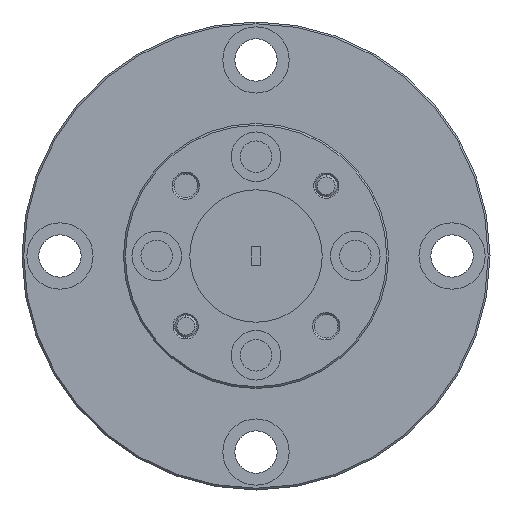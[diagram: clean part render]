
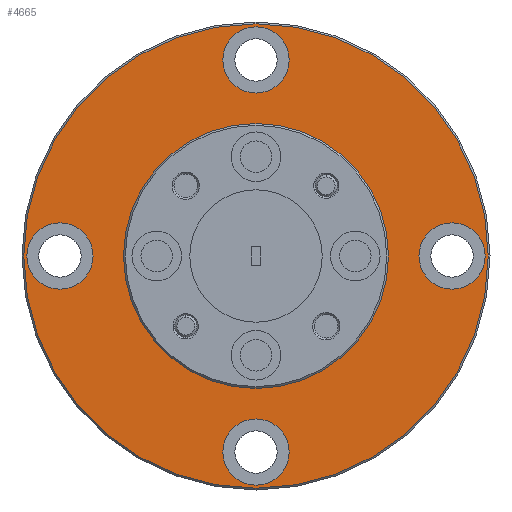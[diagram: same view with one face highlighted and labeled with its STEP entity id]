
A CAD part, left-side view. The second image highlights one B-rep face of the part: STEP entity #4665.
In plain terms, the highlighted planar face has unit normal (-1, 0, 0).
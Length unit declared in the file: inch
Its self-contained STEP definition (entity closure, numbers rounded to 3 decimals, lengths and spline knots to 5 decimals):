
#13 = CARTESIAN_POINT ( 'NONE',  ( -1.94275, -0.09913, 0.61519 ) ) ;
#23 = EDGE_LOOP ( 'NONE', ( #3708, #1048 ) ) ;
#73 = ORIENTED_EDGE ( 'NONE', *, *, #1249, .T. ) ;
#95 = EDGE_LOOP ( 'NONE', ( #4602, #3998 ) ) ;
#100 = EDGE_CURVE ( 'NONE', #4176, #3090, #1212, .T. ) ;
#211 = DIRECTION ( 'NONE',  ( 0., 0., 1. ) ) ;
#226 = AXIS2_PLACEMENT_3D ( 'NONE', #1866, #1511, #4444 ) ;
#347 = CARTESIAN_POINT ( 'NONE',  ( -1.94275, 0.45587, 0.61519 ) ) ;
#350 = DIRECTION ( 'NONE',  ( 0., 0., 1. ) ) ;
#373 = CARTESIAN_POINT ( 'NONE',  ( -1.94275, 0.45587, 0.61519 ) ) ;
#397 = AXIS2_PLACEMENT_3D ( 'NONE', #347, #2908, #3288 ) ;
#546 = VERTEX_POINT ( 'NONE', #2721 ) ;
#624 = CARTESIAN_POINT ( 'NONE',  ( -1.94275, 0.45587, 0.99019 ) ) ;
#680 = CARTESIAN_POINT ( 'NONE',  ( -1.94275, 0.45587, 0.61519 ) ) ;
#715 = VERTEX_POINT ( 'NONE', #624 ) ;
#730 = VERTEX_POINT ( 'NONE', #987 ) ;
#770 = CARTESIAN_POINT ( 'NONE',  ( -1.94275, 0.45587, -0.04231 ) ) ;
#781 = AXIS2_PLACEMENT_3D ( 'NONE', #4398, #1081, #350 ) ;
#784 = FACE_BOUND ( 'NONE', #2135, .T. ) ;
#905 = FACE_BOUND ( 'NONE', #23, .T. ) ;
#917 = EDGE_CURVE ( 'NONE', #2580, #546, #4750, .T. ) ;
#977 = CARTESIAN_POINT ( 'NONE',  ( -1.94275, 0.45587, 0.06019 ) ) ;
#987 = CARTESIAN_POINT ( 'NONE',  ( -1.94275, 0.45587, 1.26394 ) ) ;
#1048 = ORIENTED_EDGE ( 'NONE', *, *, #1797, .F. ) ;
#1081 = DIRECTION ( 'NONE',  ( -1., 0., 0. ) ) ;
#1103 = DIRECTION ( 'NONE',  ( -1., 0., 0. ) ) ;
#1114 = DIRECTION ( 'NONE',  ( 1., 0., 0. ) ) ;
#1135 = PLANE ( 'NONE',  #226 ) ;
#1201 = CARTESIAN_POINT ( 'NONE',  ( -1.94275, 0.45587, 1.27269 ) ) ;
#1212 = CIRCLE ( 'NONE', #3294, 0.09375 ) ;
#1249 = EDGE_CURVE ( 'NONE', #715, #4554, #3841, .T. ) ;
#1333 = DIRECTION ( 'NONE',  ( -1., 0., 0. ) ) ;
#1423 = CARTESIAN_POINT ( 'NONE',  ( -1.94275, 1.01087, 0.52144 ) ) ;
#1446 = CARTESIAN_POINT ( 'NONE',  ( -1.94275, 0.45587, -0.03356 ) ) ;
#1460 = DIRECTION ( 'NONE',  ( -1., 0., 0. ) ) ;
#1481 = DIRECTION ( 'NONE',  ( 0., 0., -1. ) ) ;
#1511 = DIRECTION ( 'NONE',  ( -1., 0., 0. ) ) ;
#1636 = CIRCLE ( 'NONE', #3795, 0.09375 ) ;
#1777 = AXIS2_PLACEMENT_3D ( 'NONE', #680, #2481, #3214 ) ;
#1780 = AXIS2_PLACEMENT_3D ( 'NONE', #13, #1103, #2575 ) ;
#1797 = EDGE_CURVE ( 'NONE', #3763, #730, #1889, .T. ) ;
#1811 = AXIS2_PLACEMENT_3D ( 'NONE', #3513, #2393, #4225 ) ;
#1820 = DIRECTION ( 'NONE',  ( -1., 0., 0. ) ) ;
#1866 = CARTESIAN_POINT ( 'NONE',  ( -1.94275, 1.11837, 0.61519 ) ) ;
#1876 = CARTESIAN_POINT ( 'NONE',  ( -1.94275, -0.09913, 0.61519 ) ) ;
#1889 = CIRCLE ( 'NONE', #1891, 0.09375 ) ;
#1891 = AXIS2_PLACEMENT_3D ( 'NONE', #3938, #1333, #4598 ) ;
#1905 = DIRECTION ( 'NONE',  ( -1., 0., 0. ) ) ;
#1941 = ORIENTED_EDGE ( 'NONE', *, *, #100, .F. ) ;
#2120 = AXIS2_PLACEMENT_3D ( 'NONE', #373, #1114, #1481 ) ;
#2135 = EDGE_LOOP ( 'NONE', ( #4204, #73 ) ) ;
#2147 = CIRCLE ( 'NONE', #2716, 0.09375 ) ;
#2248 = EDGE_CURVE ( 'NONE', #2649, #4673, #3780, .T. ) ;
#2284 = AXIS2_PLACEMENT_3D ( 'NONE', #2568, #1460, #2605 ) ;
#2379 = DIRECTION ( 'NONE',  ( -1., 0., 0. ) ) ;
#2393 = DIRECTION ( 'NONE',  ( -1., 0., 0. ) ) ;
#2394 = FACE_OUTER_BOUND ( 'NONE', #4508, .T. ) ;
#2466 = EDGE_CURVE ( 'NONE', #3756, #3865, #3236, .T. ) ;
#2481 = DIRECTION ( 'NONE',  ( 1., 0., 0. ) ) ;
#2568 = CARTESIAN_POINT ( 'NONE',  ( -1.94275, 0.45587, 0.06019 ) ) ;
#2575 = DIRECTION ( 'NONE',  ( 0., 0., 1. ) ) ;
#2580 = VERTEX_POINT ( 'NONE', #3917 ) ;
#2605 = DIRECTION ( 'NONE',  ( 0., 0., 1. ) ) ;
#2647 = ORIENTED_EDGE ( 'NONE', *, *, #2466, .T. ) ;
#2649 = VERTEX_POINT ( 'NONE', #1423 ) ;
#2651 = EDGE_CURVE ( 'NONE', #3865, #3756, #4519, .T. ) ;
#2716 = AXIS2_PLACEMENT_3D ( 'NONE', #4318, #1820, #4380 ) ;
#2721 = CARTESIAN_POINT ( 'NONE',  ( -1.94275, -0.09913, 0.52144 ) ) ;
#2746 = ORIENTED_EDGE ( 'NONE', *, *, #3637, .F. ) ;
#2754 = EDGE_LOOP ( 'NONE', ( #2819, #1941 ) ) ;
#2819 = ORIENTED_EDGE ( 'NONE', *, *, #4623, .F. ) ;
#2908 = DIRECTION ( 'NONE',  ( -1., 0., 0. ) ) ;
#2933 = FACE_BOUND ( 'NONE', #95, .T. ) ;
#3048 = CARTESIAN_POINT ( 'NONE',  ( -1.94275, 1.01087, 0.70894 ) ) ;
#3090 = VERTEX_POINT ( 'NONE', #4672 ) ;
#3127 = CARTESIAN_POINT ( 'NONE',  ( -1.94275, 0.45587, 1.17019 ) ) ;
#3138 = EDGE_CURVE ( 'NONE', #546, #2580, #4002, .T. ) ;
#3145 = DIRECTION ( 'NONE',  ( -1., 0., 0. ) ) ;
#3214 = DIRECTION ( 'NONE',  ( 0., 0., -1. ) ) ;
#3236 = CIRCLE ( 'NONE', #1811, 0.6575 ) ;
#3288 = DIRECTION ( 'NONE',  ( 0., 0., 1. ) ) ;
#3294 = AXIS2_PLACEMENT_3D ( 'NONE', #977, #3145, #3549 ) ;
#3513 = CARTESIAN_POINT ( 'NONE',  ( -1.94275, 0.45587, 0.61519 ) ) ;
#3549 = DIRECTION ( 'NONE',  ( 0., 0., 1. ) ) ;
#3587 = CIRCLE ( 'NONE', #2284, 0.09375 ) ;
#3637 = EDGE_CURVE ( 'NONE', #4673, #2649, #2147, .T. ) ;
#3697 = CARTESIAN_POINT ( 'NONE',  ( -1.94275, 0.45587, 1.07644 ) ) ;
#3708 = ORIENTED_EDGE ( 'NONE', *, *, #3886, .F. ) ;
#3731 = EDGE_CURVE ( 'NONE', #4554, #715, #4050, .T. ) ;
#3754 = FACE_BOUND ( 'NONE', #4370, .T. ) ;
#3756 = VERTEX_POINT ( 'NONE', #770 ) ;
#3763 = VERTEX_POINT ( 'NONE', #3697 ) ;
#3780 = CIRCLE ( 'NONE', #781, 0.09375 ) ;
#3795 = AXIS2_PLACEMENT_3D ( 'NONE', #3127, #2379, #211 ) ;
#3841 = CIRCLE ( 'NONE', #1777, 0.375 ) ;
#3865 = VERTEX_POINT ( 'NONE', #1201 ) ;
#3886 = EDGE_CURVE ( 'NONE', #730, #3763, #1636, .T. ) ;
#3917 = CARTESIAN_POINT ( 'NONE',  ( -1.94275, -0.09913, 0.70894 ) ) ;
#3938 = CARTESIAN_POINT ( 'NONE',  ( -1.94275, 0.45587, 1.17019 ) ) ;
#3998 = ORIENTED_EDGE ( 'NONE', *, *, #3138, .F. ) ;
#4002 = CIRCLE ( 'NONE', #1780, 0.09375 ) ;
#4031 = ORIENTED_EDGE ( 'NONE', *, *, #2248, .F. ) ;
#4050 = CIRCLE ( 'NONE', #2120, 0.375 ) ;
#4176 = VERTEX_POINT ( 'NONE', #1446 ) ;
#4204 = ORIENTED_EDGE ( 'NONE', *, *, #3731, .T. ) ;
#4225 = DIRECTION ( 'NONE',  ( 0., 0., 1. ) ) ;
#4317 = CARTESIAN_POINT ( 'NONE',  ( -1.94275, 0.45587, 0.24019 ) ) ;
#4318 = CARTESIAN_POINT ( 'NONE',  ( -1.94275, 1.01087, 0.61519 ) ) ;
#4370 = EDGE_LOOP ( 'NONE', ( #2746, #4031 ) ) ;
#4380 = DIRECTION ( 'NONE',  ( 0., 0., 1. ) ) ;
#4398 = CARTESIAN_POINT ( 'NONE',  ( -1.94275, 1.01087, 0.61519 ) ) ;
#4406 = FACE_BOUND ( 'NONE', #2754, .T. ) ;
#4432 = DIRECTION ( 'NONE',  ( 0., 0., 1. ) ) ;
#4444 = DIRECTION ( 'NONE',  ( 0., 0., 1. ) ) ;
#4508 = EDGE_LOOP ( 'NONE', ( #2647, #4550 ) ) ;
#4519 = CIRCLE ( 'NONE', #397, 0.6575 ) ;
#4533 = AXIS2_PLACEMENT_3D ( 'NONE', #1876, #1905, #4432 ) ;
#4550 = ORIENTED_EDGE ( 'NONE', *, *, #2651, .T. ) ;
#4554 = VERTEX_POINT ( 'NONE', #4317 ) ;
#4598 = DIRECTION ( 'NONE',  ( 0., 0., 1. ) ) ;
#4602 = ORIENTED_EDGE ( 'NONE', *, *, #917, .F. ) ;
#4623 = EDGE_CURVE ( 'NONE', #3090, #4176, #3587, .T. ) ;
#4665 = ADVANCED_FACE ( 'NONE', ( #2394, #905, #2933, #4406, #3754, #784 ), #1135, .T. ) ;
#4672 = CARTESIAN_POINT ( 'NONE',  ( -1.94275, 0.45587, 0.15394 ) ) ;
#4673 = VERTEX_POINT ( 'NONE', #3048 ) ;
#4750 = CIRCLE ( 'NONE', #4533, 0.09375 ) ;
